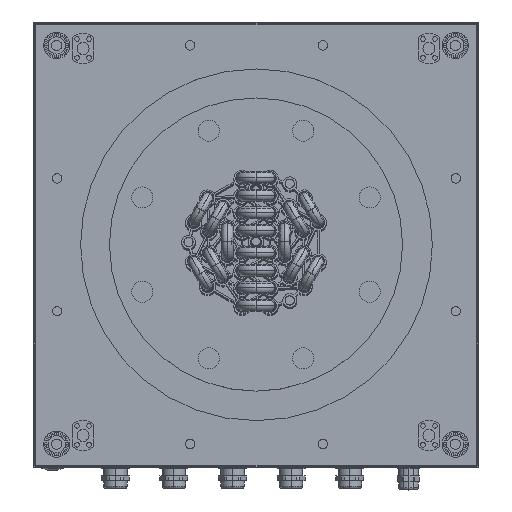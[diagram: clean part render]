
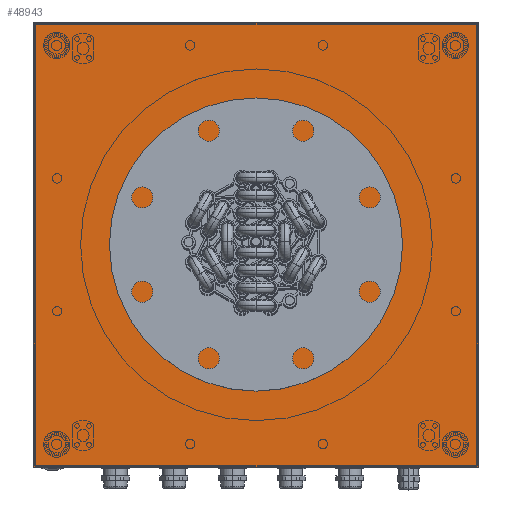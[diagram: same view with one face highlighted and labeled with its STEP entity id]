
A CAD part, top view. The second image highlights one B-rep face of the part: STEP entity #48943.
In plain terms, the highlighted face is planar.
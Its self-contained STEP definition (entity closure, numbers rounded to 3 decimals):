
#52 = ORIENTED_EDGE ( 'NONE', *, *, #54753, .T. ) ;
#85 = CIRCLE ( 'NONE', #80195, 70.85 ) ;
#927 = DIRECTION ( 'NONE',  ( 0., 0., 1. ) ) ;
#1257 = VERTEX_POINT ( 'NONE', #90740 ) ;
#5425 = DIRECTION ( 'NONE',  ( -1., 0., 0. ) ) ;
#5868 = DIRECTION ( 'NONE',  ( 0., 0., 1. ) ) ;
#6758 = CIRCLE ( 'NONE', #91378, 2. ) ;
#8150 = EDGE_LOOP ( 'NONE', ( #48977, #52 ) ) ;
#10356 = EDGE_CURVE ( 'NONE', #1257, #93019, #6758, .T. ) ;
#13095 = CARTESIAN_POINT ( 'NONE',  ( -70.85, 0., -4. ) ) ;
#13213 = CIRCLE ( 'NONE', #90276, 2. ) ;
#13553 = DIRECTION ( 'NONE',  ( 0., 1., 0. ) ) ;
#13613 = ORIENTED_EDGE ( 'NONE', *, *, #20235, .F. ) ;
#13941 = FACE_BOUND ( 'NONE', #8150, .T. ) ;
#15709 = DIRECTION ( 'NONE',  ( 1., 0., 0. ) ) ;
#16065 = VECTOR ( 'NONE', #86187, 1000. ) ;
#17400 = VERTEX_POINT ( 'NONE', #89972 ) ;
#18355 = AXIS2_PLACEMENT_3D ( 'NONE', #77802, #5868, #20989 ) ;
#19235 = DIRECTION ( 'NONE',  ( -1., 0., 0. ) ) ;
#19629 = PLANE ( 'NONE',  #34914 ) ;
#20235 = EDGE_CURVE ( 'NONE', #40191, #53078, #13213, .T. ) ;
#20640 = CARTESIAN_POINT ( 'NONE',  ( 190., 188., -4. ) ) ;
#20989 = DIRECTION ( 'NONE',  ( -1., 0., 0. ) ) ;
#25203 = DIRECTION ( 'NONE',  ( 0., 0., 1. ) ) ;
#25869 = DIRECTION ( 'NONE',  ( 1., 0., 0. ) ) ;
#28111 = EDGE_CURVE ( 'NONE', #35546, #62917, #85, .T. ) ;
#30808 = ORIENTED_EDGE ( 'NONE', *, *, #10356, .F. ) ;
#31390 = CARTESIAN_POINT ( 'NONE',  ( -188., 188., -4. ) ) ;
#31671 = AXIS2_PLACEMENT_3D ( 'NONE', #31390, #25203, #75395 ) ;
#32941 = DIRECTION ( 'NONE',  ( 0., 0., 1. ) ) ;
#34914 = AXIS2_PLACEMENT_3D ( 'NONE', #57002, #56544, #5425 ) ;
#35546 = VERTEX_POINT ( 'NONE', #61258 ) ;
#35635 = EDGE_CURVE ( 'NONE', #17400, #74819, #44127, .T. ) ;
#36336 = DIRECTION ( 'NONE',  ( 0., 0., 1. ) ) ;
#40191 = VERTEX_POINT ( 'NONE', #78473 ) ;
#41000 = CARTESIAN_POINT ( 'NONE',  ( -188., -188., -4. ) ) ;
#42192 = AXIS2_PLACEMENT_3D ( 'NONE', #43074, #927, #79946 ) ;
#43074 = CARTESIAN_POINT ( 'NONE',  ( 0., 0., -4. ) ) ;
#43910 = VECTOR ( 'NONE', #74677, 1000. ) ;
#44127 = CIRCLE ( 'NONE', #18355, 2. ) ;
#46802 = CIRCLE ( 'NONE', #31671, 2. ) ;
#47169 = CARTESIAN_POINT ( 'NONE',  ( -190., 188., -4. ) ) ;
#48140 = EDGE_CURVE ( 'NONE', #69479, #89495, #46802, .T. ) ;
#48943 = ADVANCED_FACE ( 'NONE', ( #13941, #50396 ), #19629, .T. ) ;
#48977 = ORIENTED_EDGE ( 'NONE', *, *, #28111, .T. ) ;
#49753 = CARTESIAN_POINT ( 'NONE',  ( -188., 190., -4. ) ) ;
#50322 = ORIENTED_EDGE ( 'NONE', *, *, #48140, .F. ) ;
#50396 = FACE_OUTER_BOUND ( 'NONE', #74520, .T. ) ;
#53078 = VERTEX_POINT ( 'NONE', #91785 ) ;
#54037 = ORIENTED_EDGE ( 'NONE', *, *, #58735, .F. ) ;
#54753 = EDGE_CURVE ( 'NONE', #62917, #35546, #58789, .T. ) ;
#55721 = VECTOR ( 'NONE', #13553, 1000. ) ;
#56544 = DIRECTION ( 'NONE',  ( 0., 0., -1. ) ) ;
#56624 = LINE ( 'NONE', #20640, #55721 ) ;
#57002 = CARTESIAN_POINT ( 'NONE',  ( 188., 188., -4. ) ) ;
#58735 = EDGE_CURVE ( 'NONE', #74819, #69479, #69883, .T. ) ;
#58789 = CIRCLE ( 'NONE', #42192, 70.85 ) ;
#59996 = LINE ( 'NONE', #47169, #43910 ) ;
#60285 = ORIENTED_EDGE ( 'NONE', *, *, #35635, .F. ) ;
#61258 = CARTESIAN_POINT ( 'NONE',  ( 70.85, 0., -4. ) ) ;
#61470 = ORIENTED_EDGE ( 'NONE', *, *, #75896, .F. ) ;
#62917 = VERTEX_POINT ( 'NONE', #13095 ) ;
#64870 = LINE ( 'NONE', #65828, #16065 ) ;
#65828 = CARTESIAN_POINT ( 'NONE',  ( -188., -190., -4. ) ) ;
#69045 = ORIENTED_EDGE ( 'NONE', *, *, #70904, .F. ) ;
#69479 = VERTEX_POINT ( 'NONE', #49753 ) ;
#69878 = EDGE_CURVE ( 'NONE', #53078, #17400, #56624, .T. ) ;
#69883 = LINE ( 'NONE', #84087, #75680 ) ;
#70904 = EDGE_CURVE ( 'NONE', #89495, #1257, #59996, .T. ) ;
#74520 = EDGE_LOOP ( 'NONE', ( #60285, #80977, #13613, #61470, #30808, #69045, #50322, #54037 ) ) ;
#74677 = DIRECTION ( 'NONE',  ( 0., -1., 0. ) ) ;
#74819 = VERTEX_POINT ( 'NONE', #91502 ) ;
#75395 = DIRECTION ( 'NONE',  ( 1., 0., 0. ) ) ;
#75680 = VECTOR ( 'NONE', #19235, 1000. ) ;
#75896 = EDGE_CURVE ( 'NONE', #93019, #40191, #64870, .T. ) ;
#77136 = CARTESIAN_POINT ( 'NONE',  ( -188., -190., -4. ) ) ;
#77802 = CARTESIAN_POINT ( 'NONE',  ( 188., 188., -4. ) ) ;
#78473 = CARTESIAN_POINT ( 'NONE',  ( 188., -190., -4. ) ) ;
#79118 = DIRECTION ( 'NONE',  ( 0., 0., 1. ) ) ;
#79946 = DIRECTION ( 'NONE',  ( 1., 0., 0. ) ) ;
#80195 = AXIS2_PLACEMENT_3D ( 'NONE', #87438, #36336, #87906 ) ;
#80553 = CARTESIAN_POINT ( 'NONE',  ( 188., -188., -4. ) ) ;
#80977 = ORIENTED_EDGE ( 'NONE', *, *, #69878, .F. ) ;
#84087 = CARTESIAN_POINT ( 'NONE',  ( -188., 190., -4. ) ) ;
#86187 = DIRECTION ( 'NONE',  ( 1., 0., 0. ) ) ;
#87438 = CARTESIAN_POINT ( 'NONE',  ( 0., 0., -4. ) ) ;
#87906 = DIRECTION ( 'NONE',  ( 1., 0., 0. ) ) ;
#89495 = VERTEX_POINT ( 'NONE', #91174 ) ;
#89972 = CARTESIAN_POINT ( 'NONE',  ( 190., 188., -4. ) ) ;
#90276 = AXIS2_PLACEMENT_3D ( 'NONE', #80553, #79118, #15709 ) ;
#90740 = CARTESIAN_POINT ( 'NONE',  ( -190., -188., -4. ) ) ;
#91174 = CARTESIAN_POINT ( 'NONE',  ( -190., 188., -4. ) ) ;
#91378 = AXIS2_PLACEMENT_3D ( 'NONE', #41000, #32941, #25869 ) ;
#91502 = CARTESIAN_POINT ( 'NONE',  ( 188., 190., -4. ) ) ;
#91785 = CARTESIAN_POINT ( 'NONE',  ( 190., -188., -4. ) ) ;
#93019 = VERTEX_POINT ( 'NONE', #77136 ) ;
